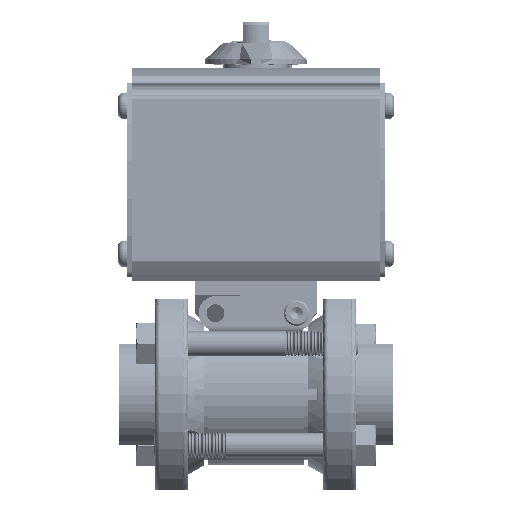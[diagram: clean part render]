
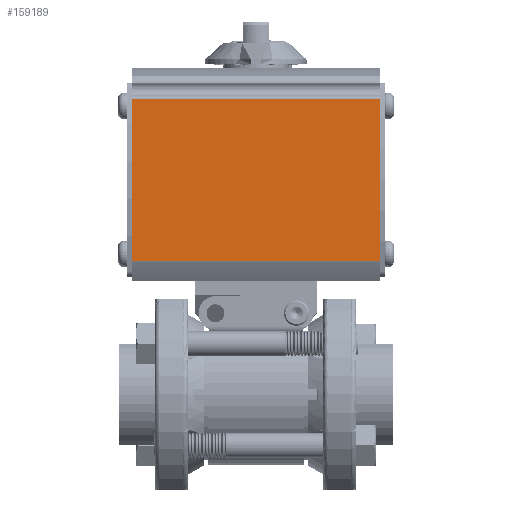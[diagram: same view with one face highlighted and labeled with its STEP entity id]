
A CAD part, top view. The second image highlights one B-rep face of the part: STEP entity #159189.
In plain terms, the highlighted planar face has unit normal (0, 0, 1).
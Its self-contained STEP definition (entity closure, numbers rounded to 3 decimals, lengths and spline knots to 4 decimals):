
#2232 = LINE ( 'NONE', #42731, #44628 ) ;
#8407 = DIRECTION ( 'NONE',  ( 0., -1., 0. ) ) ;
#9647 = DIRECTION ( 'NONE',  ( 0., -1., 0. ) ) ;
#13404 = VECTOR ( 'NONE', #9647, 39.3701 ) ;
#14036 = DIRECTION ( 'NONE',  ( 1., 0., 0. ) ) ;
#15529 = ORIENTED_EDGE ( 'NONE', *, *, #150427, .F. ) ;
#21855 = VERTEX_POINT ( 'NONE', #177955 ) ;
#23459 = VECTOR ( 'NONE', #185277, 39.3701 ) ;
#34022 = VERTEX_POINT ( 'NONE', #118456 ) ;
#39195 = VERTEX_POINT ( 'NONE', #141874 ) ;
#42731 = CARTESIAN_POINT ( 'NONE',  ( -5.0403, 1.6529, 1.17 ) ) ;
#44628 = VECTOR ( 'NONE', #14036, 39.3701 ) ;
#45557 = AXIS2_PLACEMENT_3D ( 'NONE', #150633, #93830, #8407 ) ;
#48287 = EDGE_LOOP ( 'NONE', ( #15529, #128972, #149486, #75293 ) ) ;
#48840 = VERTEX_POINT ( 'NONE', #79283 ) ;
#51557 = EDGE_CURVE ( 'NONE', #34022, #48840, #98159, .T. ) ;
#56636 = EDGE_CURVE ( 'NONE', #39195, #48840, #175330, .T. ) ;
#75293 = ORIENTED_EDGE ( 'NONE', *, *, #132893, .T. ) ;
#79283 = CARTESIAN_POINT ( 'NONE',  ( -1.5275, 3.6471, 1.17 ) ) ;
#85408 = CARTESIAN_POINT ( 'NONE',  ( -5.0403, 3.6471, 1.17 ) ) ;
#89356 = LINE ( 'NONE', #151906, #13404 ) ;
#93830 = DIRECTION ( 'NONE',  ( 0., 0., -1. ) ) ;
#98159 = LINE ( 'NONE', #110304, #169595 ) ;
#110304 = CARTESIAN_POINT ( 'NONE',  ( -1.5275, 3.6544, 1.17 ) ) ;
#118456 = CARTESIAN_POINT ( 'NONE',  ( -1.5275, 1.6529, 1.17 ) ) ;
#128972 = ORIENTED_EDGE ( 'NONE', *, *, #56636, .T. ) ;
#132893 = EDGE_CURVE ( 'NONE', #34022, #21855, #2232, .T. ) ;
#141874 = CARTESIAN_POINT ( 'NONE',  ( 1.5275, 3.6471, 1.17 ) ) ;
#149486 = ORIENTED_EDGE ( 'NONE', *, *, #51557, .F. ) ;
#150427 = EDGE_CURVE ( 'NONE', #39195, #21855, #89356, .T. ) ;
#150633 = CARTESIAN_POINT ( 'NONE',  ( -5.0403, 3.6544, 1.17 ) ) ;
#151906 = CARTESIAN_POINT ( 'NONE',  ( 1.5275, 3.6544, 1.17 ) ) ;
#159189 = ADVANCED_FACE ( 'NONE', ( #174867 ), #164985, .F. ) ;
#164985 = PLANE ( 'NONE',  #45557 ) ;
#167109 = DIRECTION ( 'NONE',  ( 0., 1., 0. ) ) ;
#169595 = VECTOR ( 'NONE', #167109, 39.3701 ) ;
#174867 = FACE_OUTER_BOUND ( 'NONE', #48287, .T. ) ;
#175330 = LINE ( 'NONE', #85408, #23459 ) ;
#177955 = CARTESIAN_POINT ( 'NONE',  ( 1.5275, 1.6529, 1.17 ) ) ;
#185277 = DIRECTION ( 'NONE',  ( -1., 0., 0. ) ) ;
